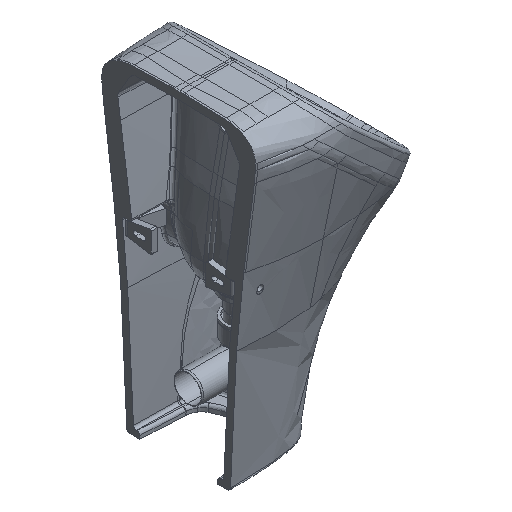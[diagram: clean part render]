
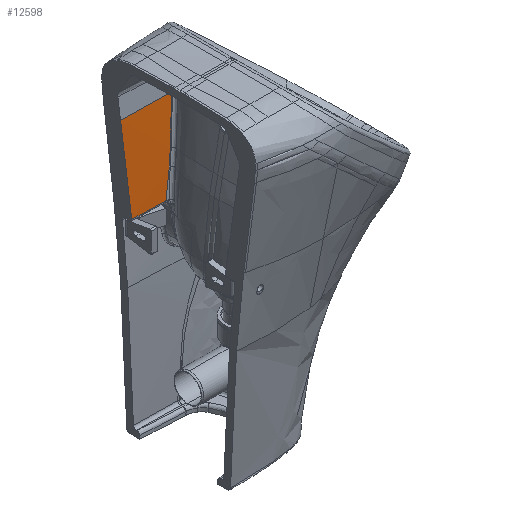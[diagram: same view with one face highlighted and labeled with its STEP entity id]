
A CAD part, isometric view. The second image highlights one B-rep face of the part: STEP entity #12598.
In plain terms, the highlighted free-form (B-spline) face has degree [5, 1] with [6, 2] control points.
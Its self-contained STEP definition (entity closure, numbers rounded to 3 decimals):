
#12453=CARTESIAN_POINT('',(0.,81.581,259.226));
#12454=VERTEX_POINT('',#12453);
#12455=CARTESIAN_POINT('',(30.015,81.006,258.84));
#12456=VERTEX_POINT('',#12455);
#12457=CARTESIAN_POINT('',(0.,81.581,259.226));
#12458=DIRECTION('',(1.,-0.019,-0.013));
#12459=VECTOR('',#12458,30.023);
#12460=LINE('',#12457,#12459);
#12461=EDGE_CURVE('',#12454,#12456,#12460,.T.);
#12491=CARTESIAN_POINT('',(0.,81.472,258.335));
#12492=CARTESIAN_POINT('',(0.,84.891,286.423));
#12493=CARTESIAN_POINT('',(0.,88.557,314.476));
#12494=CARTESIAN_POINT('',(0.,92.48,342.493));
#12495=CARTESIAN_POINT('',(0.,96.672,370.481));
#12496=CARTESIAN_POINT('',(0.,101.143,398.424));
#12497=CARTESIAN_POINT('',(87.399,79.958,258.519));
#12498=CARTESIAN_POINT('',(87.399,83.378,286.618));
#12499=CARTESIAN_POINT('',(87.399,87.045,314.682));
#12500=CARTESIAN_POINT('',(87.399,90.97,342.71));
#12501=CARTESIAN_POINT('',(87.399,95.164,370.71));
#12502=CARTESIAN_POINT('',(87.399,99.637,398.665));
#12503=B_SPLINE_SURFACE_WITH_KNOTS('',5,1,((#12491,#12497),(#12492,#12498),(#12493,#12499),(#12494,#12500),(#12495,#12501),(#12496,#12502)),.UNSPECIFIED.,.F.,.F.,.U.,(6,6),(2,2),(257.849,399.424),(0.0,87.413),.UNSPECIFIED.);
#12504=CARTESIAN_POINT('',(57.682,80.476,258.484));
#12505=VERTEX_POINT('',#12504);
#12506=CARTESIAN_POINT('',(58.38,80.461,258.458));
#12507=VERTEX_POINT('',#12506);
#12508=CARTESIAN_POINT('',(56.109,79.898,253.506));
#12509=DIRECTION('',(-0.017,-0.993,0.121));
#12510=DIRECTION('',(0.99,0.,0.141));
#12511=AXIS2_PLACEMENT_3D('',#12508,#12509,#12510);
#12512=ELLIPSE('',#12511,8.576,4.916);
#12513=EDGE_CURVE('',#12505,#12507,#12512,.F.);
#12514=ORIENTED_EDGE('',*,*,#12513,.T.);
#12515=CARTESIAN_POINT('',(69.271,85.698,301.126));
#12516=VERTEX_POINT('',#12515);
#12517=CARTESIAN_POINT('',(69.271,85.698,301.126));
#12518=CARTESIAN_POINT('',(66.939,84.287,290.199));
#12519=CARTESIAN_POINT('',(64.267,82.935,279.305));
#12520=CARTESIAN_POINT('',(61.28,81.65,268.542));
#12521=CARTESIAN_POINT('',(60.346,81.248,265.174));
#12522=CARTESIAN_POINT('',(59.38,80.852,261.815));
#12523=CARTESIAN_POINT('',(58.38,80.461,258.458));
#12524=B_SPLINE_CURVE_WITH_KNOTS('',3,(#12517,#12518,#12519,#12520,#12521,#12522,#12523),.UNSPECIFIED.,.F.,.U.,(4,3,4),(0.0,47.797,62.755),.UNSPECIFIED.);
#12525=EDGE_CURVE('',#12516,#12507,#12524,.T.);
#12526=ORIENTED_EDGE('',*,*,#12525,.F.);
#12527=CARTESIAN_POINT('',(69.311,85.722,301.314));
#12528=VERTEX_POINT('',#12527);
#12529=CARTESIAN_POINT('',(69.311,85.722,301.314));
#12530=DIRECTION('',(-0.207,-0.125,-0.97));
#12531=VECTOR('',#12530,0.194);
#12532=LINE('',#12529,#12531);
#12533=EDGE_CURVE('',#12528,#12516,#12532,.T.);
#12534=ORIENTED_EDGE('',*,*,#12533,.F.);
#12535=CARTESIAN_POINT('',(74.384,88.952,325.696));
#12536=VERTEX_POINT('',#12535);
#12537=CARTESIAN_POINT('',(74.384,88.952,325.696));
#12538=CARTESIAN_POINT('',(72.785,87.846,317.562));
#12539=CARTESIAN_POINT('',(71.043,86.772,309.447));
#12540=CARTESIAN_POINT('',(69.311,85.722,301.314));
#12541=B_SPLINE_CURVE_WITH_KNOTS('',3,(#12537,#12538,#12539,#12540),.UNSPECIFIED.,.F.,.U.,(4,4),(0.0,35.522),.UNSPECIFIED.);
#12542=EDGE_CURVE('',#12536,#12528,#12541,.T.);
#12543=ORIENTED_EDGE('',*,*,#12542,.F.);
#12544=CARTESIAN_POINT('',(87.399,99.637,398.665));
#12545=VERTEX_POINT('',#12544);
#12546=CARTESIAN_POINT('',(87.399,99.637,398.665));
#12547=CARTESIAN_POINT('',(85.954,98.368,390.575));
#12548=CARTESIAN_POINT('',(84.562,97.122,382.456));
#12549=CARTESIAN_POINT('',(83.169,95.906,374.342));
#12550=CARTESIAN_POINT('',(82.05,94.929,367.828));
#12551=CARTESIAN_POINT('',(80.927,93.969,361.3));
#12552=CARTESIAN_POINT('',(79.777,93.028,354.78));
#12553=CARTESIAN_POINT('',(78.916,92.324,349.899));
#12554=CARTESIAN_POINT('',(78.039,91.63,345.021));
#12555=CARTESIAN_POINT('',(77.138,90.946,340.146));
#12556=CARTESIAN_POINT('',(76.712,90.623,337.842));
#12557=CARTESIAN_POINT('',(76.28,90.303,335.538));
#12558=CARTESIAN_POINT('',(75.842,89.985,333.235));
#12559=CARTESIAN_POINT('',(75.542,89.767,331.658));
#12560=CARTESIAN_POINT('',(75.239,89.55,330.08));
#12561=CARTESIAN_POINT('',(74.933,89.334,328.504));
#12562=CARTESIAN_POINT('',(74.847,89.274,328.062));
#12563=CARTESIAN_POINT('',(74.761,89.214,327.62));
#12564=CARTESIAN_POINT('',(74.675,89.154,327.179));
#12565=CARTESIAN_POINT('',(74.621,89.116,326.906));
#12566=CARTESIAN_POINT('',(74.575,89.084,326.668));
#12567=CARTESIAN_POINT('',(74.53,89.053,326.441));
#12568=CARTESIAN_POINT('',(74.486,89.022,326.214));
#12569=CARTESIAN_POINT('',(74.437,88.988,325.967));
#12570=CARTESIAN_POINT('',(74.384,88.952,325.696));
#12571=B_SPLINE_CURVE_WITH_KNOTS('',3,(#12546,#12547,#12548,#12549,#12550,#12551,#12552,#12553,#12554,#12555,#12556,#12557,#12558,#12559,#12560,#12561,#12562,#12563,#12564,#12565,#12566,#12567,#12568,#12569,#12570),.UNSPECIFIED.,.F.,.U.,(4,3,3,3,3,3,3,3,4),(0.,35.269,63.579,84.768,94.787,101.653,103.576,104.77,105.957),.UNSPECIFIED.);
#12572=EDGE_CURVE('',#12545,#12536,#12571,.T.);
#12573=ORIENTED_EDGE('',*,*,#12572,.F.);
#12574=CARTESIAN_POINT('',(0.,101.143,398.424));
#12575=VERTEX_POINT('',#12574);
#12576=CARTESIAN_POINT('',(0.,101.143,398.424));
#12577=DIRECTION('',(1.,-0.017,0.003));
#12578=VECTOR('',#12577,87.413);
#12579=LINE('',#12576,#12578);
#12580=EDGE_CURVE('',#12575,#12545,#12579,.T.);
#12581=ORIENTED_EDGE('',*,*,#12580,.F.);
#12582=CARTESIAN_POINT('',(0.,101.143,398.424));
#12583=CARTESIAN_POINT('',(0.,93.739,352.147));
#12584=CARTESIAN_POINT('',(0.,87.252,305.741));
#12585=CARTESIAN_POINT('',(0.,81.581,259.226));
#12586=B_SPLINE_CURVE_WITH_KNOTS('',3,(#12582,#12583,#12584,#12585),.UNSPECIFIED.,.F.,.U.,(4,4),(0.0,198.868),.UNSPECIFIED.);
#12587=EDGE_CURVE('',#12575,#12454,#12586,.T.);
#12588=ORIENTED_EDGE('',*,*,#12587,.T.);
#12589=ORIENTED_EDGE('',*,*,#12461,.T.);
#12590=CARTESIAN_POINT('',(57.682,80.476,258.484));
#12591=DIRECTION('',(-1.,0.019,0.013));
#12592=VECTOR('',#12591,27.674);
#12593=LINE('',#12590,#12592);
#12594=EDGE_CURVE('',#12456,#12505,#12593,.F.);
#12595=ORIENTED_EDGE('',*,*,#12594,.T.);
#12596=EDGE_LOOP('',(#12514,#12526,#12534,#12543,#12573,#12581,#12588,#12589,#12595));
#12597=FACE_OUTER_BOUND('',#12596,.T.);
#12598=ADVANCED_FACE('',(#12597),#12503,.F.);
